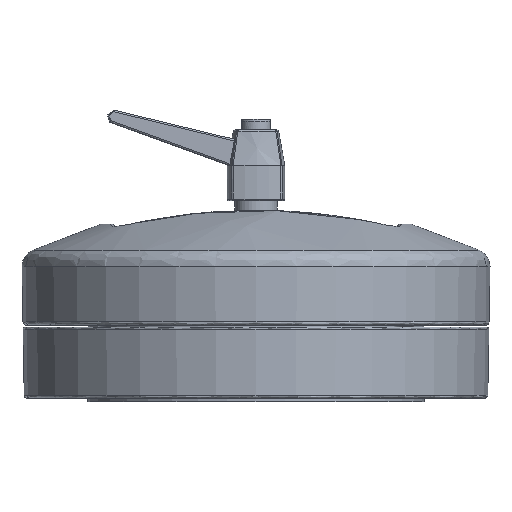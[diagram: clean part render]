
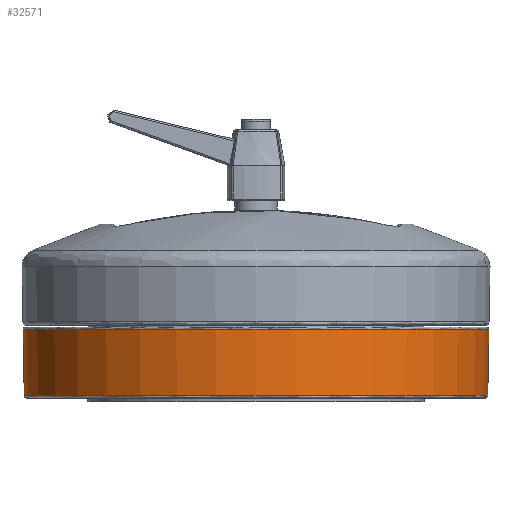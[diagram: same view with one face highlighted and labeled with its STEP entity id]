
A CAD part, front view. The second image highlights one B-rep face of the part: STEP entity #32571.
In plain terms, the highlighted conical face has half-angle 1 degrees and reference radius 65.663 mm.
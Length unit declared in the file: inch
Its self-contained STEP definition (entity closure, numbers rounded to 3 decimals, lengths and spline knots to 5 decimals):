
#482 = ORIENTED_EDGE ( 'NONE', *, *, #2698, .T. ) ;
#1022 = CIRCLE ( 'NONE', #22409, 2.57234 ) ;
#2698 = EDGE_CURVE ( 'NONE', #33794, #33794, #1022, .T. ) ;
#4727 = FACE_OUTER_BOUND ( 'NONE', #29307, .T. ) ;
#8861 = CARTESIAN_POINT ( 'NONE',  ( -1.10236, -5.33138, 2.42484 ) ) ;
#12439 = AXIS2_PLACEMENT_3D ( 'NONE', #21755, #21479, #47402 ) ;
#12482 = CARTESIAN_POINT ( 'NONE',  ( 1.4828, -5.33138, 1.69012 ) ) ;
#16098 = CARTESIAN_POINT ( 'NONE',  ( 1.4828, -5.33138, 2.42484 ) ) ;
#17033 = CARTESIAN_POINT ( 'NONE',  ( 4.05515, -5.33138, 1.69012 ) ) ;
#19840 = EDGE_CURVE ( 'NONE', #51814, #51814, #53134, .T. ) ;
#21479 = DIRECTION ( 'NONE',  ( 0., 0., 1. ) ) ;
#21755 = CARTESIAN_POINT ( 'NONE',  ( 1.4828, -5.33138, 2.42484 ) ) ;
#22409 = AXIS2_PLACEMENT_3D ( 'NONE', #12482, #47052, #42868 ) ;
#23142 = CONICAL_SURFACE ( 'NONE', #12439, 2.58517, 0.017 ) ;
#29307 = EDGE_LOOP ( 'NONE', ( #29426 ) ) ;
#29426 = ORIENTED_EDGE ( 'NONE', *, *, #19840, .F. ) ;
#32571 = ADVANCED_FACE ( 'NONE', ( #4727, #42946 ), #23142, .T. ) ;
#32842 = DIRECTION ( 'NONE',  ( 0., 0., 1. ) ) ;
#33794 = VERTEX_POINT ( 'NONE', #17033 ) ;
#35138 = EDGE_LOOP ( 'NONE', ( #482 ) ) ;
#42868 = DIRECTION ( 'NONE',  ( 1., 0., 0. ) ) ;
#42946 = FACE_BOUND ( 'NONE', #35138, .T. ) ;
#45667 = DIRECTION ( 'NONE',  ( -1., 0., 0. ) ) ;
#47052 = DIRECTION ( 'NONE',  ( 0., 0., 1. ) ) ;
#47402 = DIRECTION ( 'NONE',  ( 1., 0., 0. ) ) ;
#50477 = AXIS2_PLACEMENT_3D ( 'NONE', #16098, #32842, #45667 ) ;
#51814 = VERTEX_POINT ( 'NONE', #8861 ) ;
#53134 = CIRCLE ( 'NONE', #50477, 2.58517 ) ;
